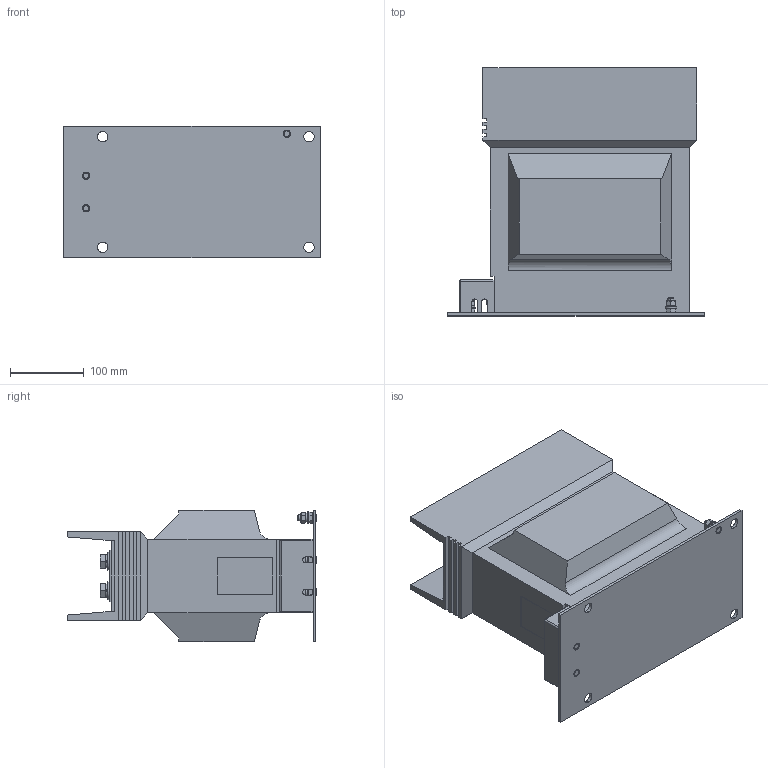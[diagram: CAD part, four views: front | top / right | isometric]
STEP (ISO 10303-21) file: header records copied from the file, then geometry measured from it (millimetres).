
FILE_DESCRIPTION (( 'STEP AP214' ), '1' );
FILE_NAME ('ﾒﾋﾊ-ﾑﾒ-20-ﾌ_ﾒﾎﾋ-ﾑﾒ-20-ﾌ.STEP', '2023-08-09T19:50:25', ( '' ), ( '' ), 'SwSTEP 2.0', 'SolidWorks 2019', '' );
FILE_SCHEMA (( 'AUTOMOTIVE_DESIGN' ));
Length unit declared in the file: millimetre
Products named in the file (1): ﾒﾋﾊ-ﾑﾒ-20-ﾌ_ﾒﾎﾋ-ﾑﾒ-20-ﾌ
Bounding box: 347.5 x 337.6 x 178 mm (x, y, z)
Volume: 10375676.5 mm3; surface area: 517037.2 mm2
Topology: 53 solids, 53 shells, 1187 faces, 2954 edges, 1922 vertices
Faces by surface type: plane 621, cylinder 235, bspline 154, cone 141, torus 30, sphere 6
Entity records: 54563 total; most frequent: CARTESIAN_POINT 13612, ORIENTED_EDGE 5896, DIRECTION 5190, EDGE_CURVE 2948, VERTEX_POINT 1922, AXIS2_PLACEMENT_3D 1820, VECTOR 1550, LINE 1550
